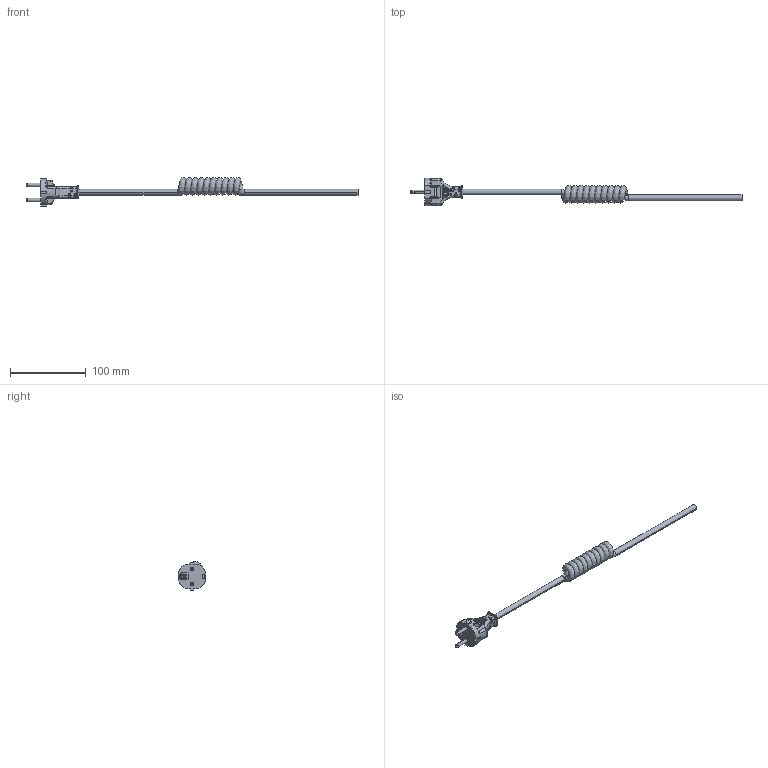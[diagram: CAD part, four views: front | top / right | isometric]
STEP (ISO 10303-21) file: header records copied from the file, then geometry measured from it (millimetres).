
FILE_DESCRIPTION (( 'STEP AP214' ), '1' );
FILE_NAME ('PCH22CZ8-BLK-02F_3D.step', '2025-03-03T22:51:26', ( '' ), ( '' ), 'SwSTEP 2.0', 'SolidWorks 2022', '' );
FILE_SCHEMA (( 'AUTOMOTIVE_DESIGN' ));
Length unit declared in the file: inch
Products named in the file (3): PCH22CZ8-BLK-02F_3D; COILED POWER CORD 18AWG 3C SJT; SF-03 TYPE F (EUR) 16A 250V AC PWR PLUG_Varsayılan
Assembly tree (2 placements, depth 2):
  PCH22CZ8-BLK-02F_3D
    SF-03 TYPE F (EUR) 16A 250V AC PWR PLUG_Varsayılan
    COILED POWER CORD 18AWG 3C SJT
Bounding box: 437.13 x 36.5 x 37.79 mm (x, y, z)
Volume: 63233.7 mm3; surface area: 27790.4 mm2
Topology: 4 solids, 4 shells, 364 faces, 893 edges, 533 vertices
Faces by surface type: plane 135, cylinder 115, torus 71, cone 16, bspline 15, sphere 12
Entity records: 18065 total; most frequent: CARTESIAN_POINT 5204, DIRECTION 1898, ORIENTED_EDGE 1748, EDGE_CURVE 874, AXIS2_PLACEMENT_3D 722, VERTEX_POINT 530, VECTOR 454, LINE 454
